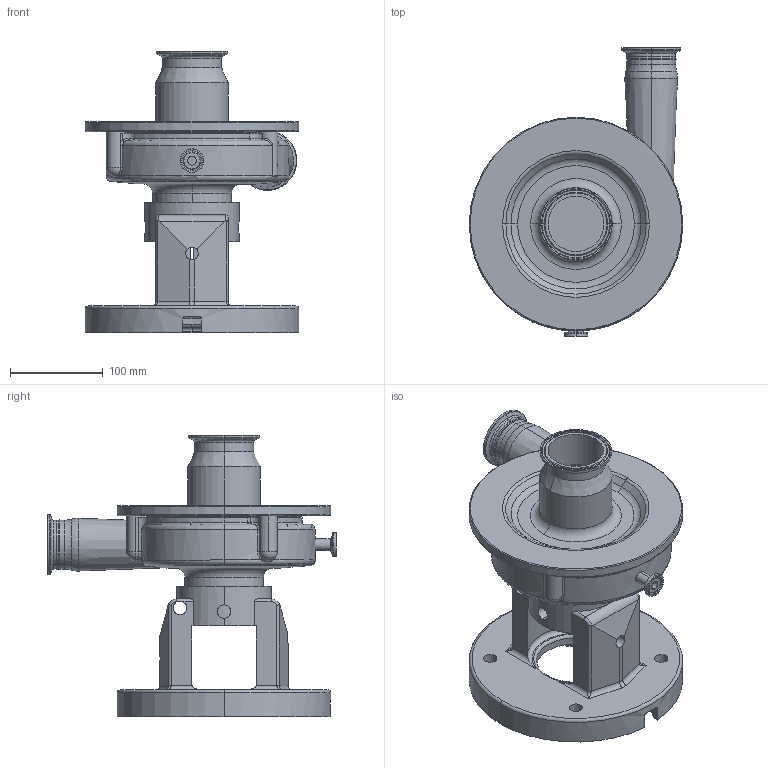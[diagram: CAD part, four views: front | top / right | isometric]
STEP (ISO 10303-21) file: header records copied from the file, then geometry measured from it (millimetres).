
FILE_DESCRIPTION (( 'STEP AP214' ), '1' );
FILE_NAME ('FPX 3521-3522 180TC VERTICAL 1-2 IN STRAIGHT DRAIN.STEP', '2022-12-19T16:52:49', ( '' ), ( '' ), 'SwSTEP 2.0', 'SolidWorks 2021', '' );
FILE_SCHEMA (( 'AUTOMOTIVE_DESIGN' ));
Length unit declared in the file: millimetre
Products named in the file (2): FPX 3521-3522 180TC VERTICAL 1-2 IN STRAIGHT DRAIN; FPX 352 180TC VERT 1-2 In STRAIGHT DRAIN^1275000088.STEP
Assembly tree (1 placements, depth 2):
  FPX 3521-3522 180TC VERTICAL 1-2 IN STRAIGHT DRAIN
    FPX 352 180TC VERT 1-2 In STRAIGHT DRAIN^1275000088.STEP
Bounding box: 230 x 311 x 303.5 mm (x, y, z)
Volume: 3161412 mm3; surface area: 445392.6 mm2
Topology: 1 solids, 3 shells, 502 faces, 1212 edges, 706 vertices
Faces by surface type: cylinder 182, torus 138, plane 79, bspline 55, cone 31, sphere 17
Entity records: 24071 total; most frequent: CARTESIAN_POINT 12548, DIRECTION 2540, ORIENTED_EDGE 2392, EDGE_CURVE 1196, AXIS2_PLACEMENT_3D 1102, VERTEX_POINT 703, CIRCLE 651, EDGE_LOOP 537
